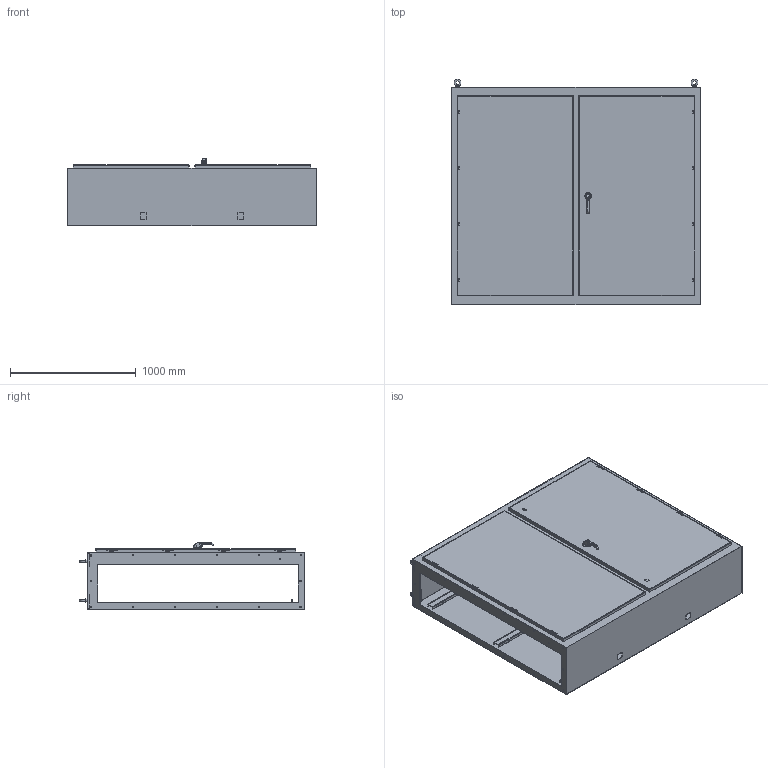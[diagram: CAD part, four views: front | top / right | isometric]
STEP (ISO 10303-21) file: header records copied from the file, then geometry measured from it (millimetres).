
FILE_DESCRIPTION (( 'STEP AP214' ), '1' );
FILE_NAME ('SCE-N68CU7818.STEP', '2024-05-09T11:22:24', ( '' ), ( '' ), 'SwSTEP 2.0', 'SolidWorks 2023', '' );
FILE_SCHEMA (( 'AUTOMOTIVE_DESIGN' ));
Length unit declared in the file: inch
Products named in the file (1): SCE-N68CU7818
Bounding box: 1974.85 x 1788.73 x 534.56 mm (x, y, z)
Volume: 27635744.3 mm3; surface area: 20864623.4 mm2
Topology: 43 solids, 51 shells, 5562 faces, 14618 edges, 9202 vertices
Faces by surface type: plane 2510, cylinder 1784, bspline 961, cone 150, torus 132, sphere 25
Full cylindrical faces by diameter (mm): 1.016 x8, 3.978 x8, 4.318 x44, 4.978 x32, 5.016 x2, 5.207 x16, 5.232 x16, 5.537 x8, 6.096 x16, 6.198 x17, 6.299 x2, 6.35 x32, 6.363 x1, 6.502 x4, 6.756 x1, 8.544 x1, 9.144 x2, 9.525 x20, 10.323 x16, 10.414 x1, 11.113 x24, 13.487 x1, 14.288 x1, 16 x1, 17.018 x1, 18.54 x4, 22.225 x8, 25.4 x4
Entity records: 267395 total; most frequent: CARTESIAN_POINT 140450, ORIENTED_EDGE 27724, DIRECTION 23493, EDGE_CURVE 13862, VERTEX_POINT 9002, AXIS2_PLACEMENT_3D 8258, LINE 6977, VECTOR 6977
